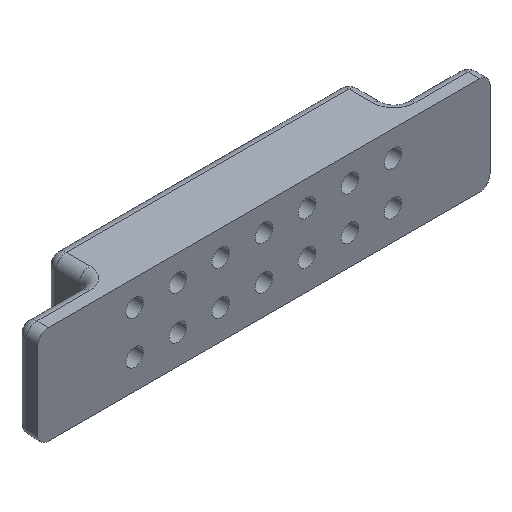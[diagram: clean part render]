
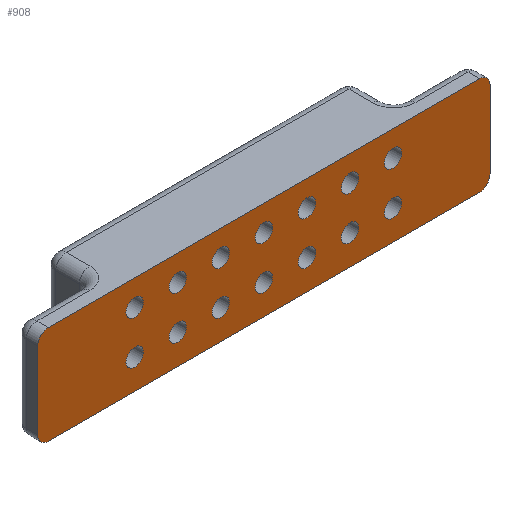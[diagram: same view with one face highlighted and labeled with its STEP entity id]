
A CAD part, isometric view. The second image highlights one B-rep face of the part: STEP entity #908.
In plain terms, the highlighted planar face has unit normal (0, -1, 0).
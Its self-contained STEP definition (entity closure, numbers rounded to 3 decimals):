
#33=FACE_BOUND('',#151,.T.);
#34=FACE_BOUND('',#152,.T.);
#35=FACE_BOUND('',#153,.T.);
#36=FACE_BOUND('',#154,.T.);
#37=FACE_BOUND('',#155,.T.);
#38=FACE_BOUND('',#156,.T.);
#39=FACE_BOUND('',#157,.T.);
#40=FACE_BOUND('',#158,.T.);
#41=FACE_BOUND('',#159,.T.);
#42=FACE_BOUND('',#160,.T.);
#43=FACE_BOUND('',#161,.T.);
#44=FACE_BOUND('',#162,.T.);
#45=FACE_BOUND('',#163,.T.);
#46=FACE_BOUND('',#164,.T.);
#50=PLANE('',#1000);
#80=FACE_OUTER_BOUND('',#150,.T.);
#150=EDGE_LOOP('',(#674,#675,#676,#677,#678,#679,#680,#681));
#151=EDGE_LOOP('',(#682));
#152=EDGE_LOOP('',(#683));
#153=EDGE_LOOP('',(#684));
#154=EDGE_LOOP('',(#685));
#155=EDGE_LOOP('',(#686));
#156=EDGE_LOOP('',(#687));
#157=EDGE_LOOP('',(#688));
#158=EDGE_LOOP('',(#689));
#159=EDGE_LOOP('',(#690));
#160=EDGE_LOOP('',(#691));
#161=EDGE_LOOP('',(#692));
#162=EDGE_LOOP('',(#693));
#163=EDGE_LOOP('',(#694));
#164=EDGE_LOOP('',(#695));
#218=LINE('',#1452,#276);
#226=LINE('',#1510,#284);
#227=LINE('',#1515,#285);
#228=LINE('',#1518,#286);
#276=VECTOR('',#1142,10.);
#284=VECTOR('',#1202,10.);
#285=VECTOR('',#1207,10.);
#286=VECTOR('',#1210,10.);
#354=CIRCLE('',#999,1.);
#355=CIRCLE('',#1001,1.);
#356=CIRCLE('',#1002,1.);
#357=CIRCLE('',#1003,1.);
#358=CIRCLE('',#1004,0.82);
#359=CIRCLE('',#1005,0.82);
#360=CIRCLE('',#1006,0.82);
#361=CIRCLE('',#1007,0.82);
#362=CIRCLE('',#1008,0.82);
#363=CIRCLE('',#1009,0.82);
#364=CIRCLE('',#1010,0.82);
#365=CIRCLE('',#1011,0.82);
#366=CIRCLE('',#1012,0.82);
#367=CIRCLE('',#1013,0.82);
#368=CIRCLE('',#1014,0.82);
#369=CIRCLE('',#1015,0.82);
#370=CIRCLE('',#1016,0.82);
#371=CIRCLE('',#1017,0.82);
#410=VERTEX_POINT('',#1449);
#411=VERTEX_POINT('',#1451);
#433=VERTEX_POINT('',#1503);
#434=VERTEX_POINT('',#1504);
#435=VERTEX_POINT('',#1509);
#436=VERTEX_POINT('',#1512);
#437=VERTEX_POINT('',#1514);
#438=VERTEX_POINT('',#1516);
#439=VERTEX_POINT('',#1519);
#440=VERTEX_POINT('',#1521);
#441=VERTEX_POINT('',#1523);
#442=VERTEX_POINT('',#1525);
#443=VERTEX_POINT('',#1527);
#444=VERTEX_POINT('',#1529);
#445=VERTEX_POINT('',#1531);
#446=VERTEX_POINT('',#1533);
#447=VERTEX_POINT('',#1535);
#448=VERTEX_POINT('',#1537);
#449=VERTEX_POINT('',#1539);
#450=VERTEX_POINT('',#1541);
#451=VERTEX_POINT('',#1543);
#452=VERTEX_POINT('',#1545);
#496=EDGE_CURVE('',#410,#411,#218,.T.);
#521=EDGE_CURVE('',#433,#434,#354,.T.);
#524=EDGE_CURVE('',#435,#433,#226,.T.);
#525=EDGE_CURVE('',#411,#435,#355,.T.);
#526=EDGE_CURVE('',#436,#410,#356,.T.);
#527=EDGE_CURVE('',#436,#437,#227,.T.);
#528=EDGE_CURVE('',#438,#437,#357,.T.);
#529=EDGE_CURVE('',#434,#438,#228,.T.);
#530=EDGE_CURVE('',#439,#439,#358,.T.);
#531=EDGE_CURVE('',#440,#440,#359,.T.);
#532=EDGE_CURVE('',#441,#441,#360,.T.);
#533=EDGE_CURVE('',#442,#442,#361,.T.);
#534=EDGE_CURVE('',#443,#443,#362,.T.);
#535=EDGE_CURVE('',#444,#444,#363,.T.);
#536=EDGE_CURVE('',#445,#445,#364,.T.);
#537=EDGE_CURVE('',#446,#446,#365,.T.);
#538=EDGE_CURVE('',#447,#447,#366,.T.);
#539=EDGE_CURVE('',#448,#448,#367,.T.);
#540=EDGE_CURVE('',#449,#449,#368,.T.);
#541=EDGE_CURVE('',#450,#450,#369,.T.);
#542=EDGE_CURVE('',#451,#451,#370,.T.);
#543=EDGE_CURVE('',#452,#452,#371,.T.);
#674=ORIENTED_EDGE('',*,*,#521,.F.);
#675=ORIENTED_EDGE('',*,*,#524,.F.);
#676=ORIENTED_EDGE('',*,*,#525,.F.);
#677=ORIENTED_EDGE('',*,*,#496,.F.);
#678=ORIENTED_EDGE('',*,*,#526,.F.);
#679=ORIENTED_EDGE('',*,*,#527,.T.);
#680=ORIENTED_EDGE('',*,*,#528,.F.);
#681=ORIENTED_EDGE('',*,*,#529,.F.);
#682=ORIENTED_EDGE('',*,*,#530,.F.);
#683=ORIENTED_EDGE('',*,*,#531,.F.);
#684=ORIENTED_EDGE('',*,*,#532,.F.);
#685=ORIENTED_EDGE('',*,*,#533,.F.);
#686=ORIENTED_EDGE('',*,*,#534,.F.);
#687=ORIENTED_EDGE('',*,*,#535,.F.);
#688=ORIENTED_EDGE('',*,*,#536,.F.);
#689=ORIENTED_EDGE('',*,*,#537,.F.);
#690=ORIENTED_EDGE('',*,*,#538,.F.);
#691=ORIENTED_EDGE('',*,*,#539,.F.);
#692=ORIENTED_EDGE('',*,*,#540,.F.);
#693=ORIENTED_EDGE('',*,*,#541,.F.);
#694=ORIENTED_EDGE('',*,*,#542,.F.);
#695=ORIENTED_EDGE('',*,*,#543,.F.);
#908=ADVANCED_FACE('',(#80,#33,#34,#35,#36,#37,#38,#39,#40,#41,#42,#43,
#44,#45,#46),#50,.F.);
#999=AXIS2_PLACEMENT_3D('',#1505,#1196,#1197);
#1000=AXIS2_PLACEMENT_3D('',#1508,#1200,#1201);
#1001=AXIS2_PLACEMENT_3D('',#1511,#1203,#1204);
#1002=AXIS2_PLACEMENT_3D('',#1513,#1205,#1206);
#1003=AXIS2_PLACEMENT_3D('',#1517,#1208,#1209);
#1004=AXIS2_PLACEMENT_3D('',#1520,#1211,#1212);
#1005=AXIS2_PLACEMENT_3D('',#1522,#1213,#1214);
#1006=AXIS2_PLACEMENT_3D('',#1524,#1215,#1216);
#1007=AXIS2_PLACEMENT_3D('',#1526,#1217,#1218);
#1008=AXIS2_PLACEMENT_3D('',#1528,#1219,#1220);
#1009=AXIS2_PLACEMENT_3D('',#1530,#1221,#1222);
#1010=AXIS2_PLACEMENT_3D('',#1532,#1223,#1224);
#1011=AXIS2_PLACEMENT_3D('',#1534,#1225,#1226);
#1012=AXIS2_PLACEMENT_3D('',#1536,#1227,#1228);
#1013=AXIS2_PLACEMENT_3D('',#1538,#1229,#1230);
#1014=AXIS2_PLACEMENT_3D('',#1540,#1231,#1232);
#1015=AXIS2_PLACEMENT_3D('',#1542,#1233,#1234);
#1016=AXIS2_PLACEMENT_3D('',#1544,#1235,#1236);
#1017=AXIS2_PLACEMENT_3D('',#1546,#1237,#1238);
#1142=DIRECTION('',(1.,0.,0.));
#1196=DIRECTION('center_axis',(0.,1.,0.));
#1197=DIRECTION('ref_axis',(0.707,0.,-0.707));
#1200=DIRECTION('center_axis',(0.,1.,0.));
#1201=DIRECTION('ref_axis',(-1.,0.,0.));
#1202=DIRECTION('',(0.,0.,-1.));
#1203=DIRECTION('center_axis',(0.,1.,0.));
#1204=DIRECTION('ref_axis',(0.707,0.,0.707));
#1205=DIRECTION('center_axis',(0.,1.,0.));
#1206=DIRECTION('ref_axis',(-0.707,0.,0.707));
#1207=DIRECTION('',(0.,0.,-1.));
#1208=DIRECTION('center_axis',(0.,1.,0.));
#1209=DIRECTION('ref_axis',(-0.707,0.,-0.707));
#1210=DIRECTION('',(-1.,0.,0.));
#1211=DIRECTION('center_axis',(0.,-1.,0.));
#1212=DIRECTION('ref_axis',(-1.,0.,0.));
#1213=DIRECTION('center_axis',(0.,-1.,0.));
#1214=DIRECTION('ref_axis',(-1.,0.,0.));
#1215=DIRECTION('center_axis',(0.,-1.,0.));
#1216=DIRECTION('ref_axis',(-1.,0.,0.));
#1217=DIRECTION('center_axis',(0.,-1.,0.));
#1218=DIRECTION('ref_axis',(-1.,0.,0.));
#1219=DIRECTION('center_axis',(0.,-1.,0.));
#1220=DIRECTION('ref_axis',(-1.,0.,0.));
#1221=DIRECTION('center_axis',(0.,-1.,0.));
#1222=DIRECTION('ref_axis',(-1.,0.,0.));
#1223=DIRECTION('center_axis',(0.,-1.,0.));
#1224=DIRECTION('ref_axis',(-1.,0.,0.));
#1225=DIRECTION('center_axis',(0.,-1.,0.));
#1226=DIRECTION('ref_axis',(-1.,0.,0.));
#1227=DIRECTION('center_axis',(0.,-1.,0.));
#1228=DIRECTION('ref_axis',(-1.,0.,0.));
#1229=DIRECTION('center_axis',(0.,-1.,0.));
#1230=DIRECTION('ref_axis',(-1.,0.,0.));
#1231=DIRECTION('center_axis',(0.,-1.,0.));
#1232=DIRECTION('ref_axis',(-1.,0.,0.));
#1233=DIRECTION('center_axis',(0.,-1.,0.));
#1234=DIRECTION('ref_axis',(-1.,0.,0.));
#1235=DIRECTION('center_axis',(0.,-1.,0.));
#1236=DIRECTION('ref_axis',(-1.,0.,0.));
#1237=DIRECTION('center_axis',(0.,-1.,0.));
#1238=DIRECTION('ref_axis',(-1.,0.,0.));
#1449=CARTESIAN_POINT('',(-17.,-3.076,-10.));
#1451=CARTESIAN_POINT('',(23.67,-3.076,-10.));
#1452=CARTESIAN_POINT('',(-2.833,-3.076,-10.));
#1503=CARTESIAN_POINT('',(24.67,-3.076,-18.279));
#1504=CARTESIAN_POINT('',(23.67,-3.076,-19.279));
#1505=CARTESIAN_POINT('Origin',(23.67,-3.076,-18.279));
#1508=CARTESIAN_POINT('Origin',(3.335,-3.076,-14.639));
#1509=CARTESIAN_POINT('',(24.67,-3.076,-11.));
#1510=CARTESIAN_POINT('',(24.67,-3.076,-10.));
#1511=CARTESIAN_POINT('Origin',(23.67,-3.076,-11.));
#1512=CARTESIAN_POINT('',(-18.,-3.076,-11.));
#1513=CARTESIAN_POINT('Origin',(-17.,-3.076,-11.));
#1514=CARTESIAN_POINT('',(-18.,-3.076,-18.279));
#1515=CARTESIAN_POINT('',(-18.,-3.076,-10.));
#1516=CARTESIAN_POINT('',(-17.,-3.076,-19.279));
#1517=CARTESIAN_POINT('Origin',(-17.,-3.076,-18.279));
#1518=CARTESIAN_POINT('',(17.67,-3.076,-19.279));
#1519=CARTESIAN_POINT('',(8.219,-3.076,-16.479));
#1520=CARTESIAN_POINT('Origin',(7.399,-3.076,-16.479));
#1521=CARTESIAN_POINT('',(-3.973,-3.076,-12.414));
#1522=CARTESIAN_POINT('Origin',(-4.793,-3.076,-12.414));
#1523=CARTESIAN_POINT('',(12.283,-3.076,-16.479));
#1524=CARTESIAN_POINT('Origin',(11.463,-3.076,-16.479));
#1525=CARTESIAN_POINT('',(-3.973,-3.076,-16.479));
#1526=CARTESIAN_POINT('Origin',(-4.793,-3.076,-16.479));
#1527=CARTESIAN_POINT('',(16.347,-3.076,-16.479));
#1528=CARTESIAN_POINT('Origin',(15.527,-3.076,-16.479));
#1529=CARTESIAN_POINT('',(12.283,-3.076,-12.414));
#1530=CARTESIAN_POINT('Origin',(11.463,-3.076,-12.414));
#1531=CARTESIAN_POINT('',(4.155,-3.076,-12.414));
#1532=CARTESIAN_POINT('Origin',(3.335,-3.076,-12.414));
#1533=CARTESIAN_POINT('',(0.091,-3.076,-16.479));
#1534=CARTESIAN_POINT('Origin',(-0.729,-3.076,-16.479));
#1535=CARTESIAN_POINT('',(4.155,-3.076,-16.479));
#1536=CARTESIAN_POINT('Origin',(3.335,-3.076,-16.479));
#1537=CARTESIAN_POINT('',(8.219,-3.076,-12.414));
#1538=CARTESIAN_POINT('Origin',(7.399,-3.076,-12.414));
#1539=CARTESIAN_POINT('',(16.347,-3.076,-12.414));
#1540=CARTESIAN_POINT('Origin',(15.527,-3.076,-12.414));
#1541=CARTESIAN_POINT('',(-8.037,-3.076,-16.479));
#1542=CARTESIAN_POINT('Origin',(-8.857,-3.076,-16.479));
#1543=CARTESIAN_POINT('',(0.091,-3.076,-12.414));
#1544=CARTESIAN_POINT('Origin',(-0.729,-3.076,-12.414));
#1545=CARTESIAN_POINT('',(-8.037,-3.076,-12.414));
#1546=CARTESIAN_POINT('Origin',(-8.857,-3.076,-12.414));
